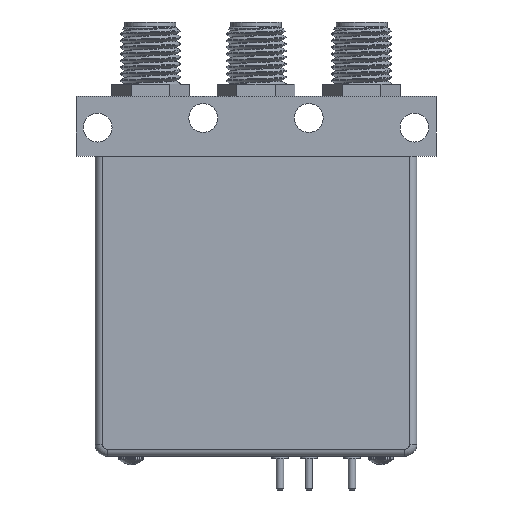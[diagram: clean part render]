
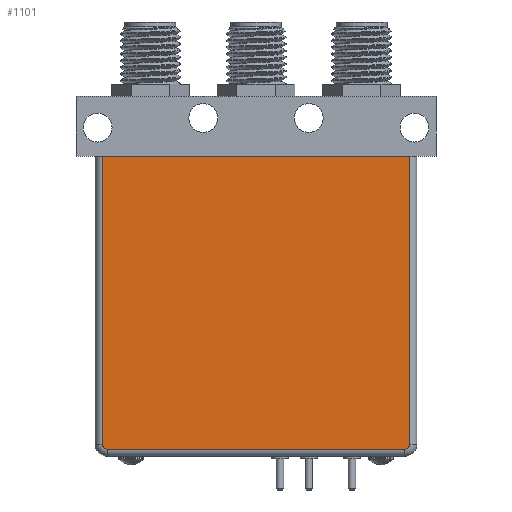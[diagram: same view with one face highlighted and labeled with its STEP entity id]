
A CAD part, front view. The second image highlights one B-rep face of the part: STEP entity #1101.
In plain terms, the highlighted planar face has unit normal (0, -1, 0).
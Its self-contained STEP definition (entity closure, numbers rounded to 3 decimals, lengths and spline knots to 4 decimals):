
#541 = CARTESIAN_POINT ( 'NONE',  ( 0.64, -0.26, 0.5 ) ) ;
#1101 = ADVANCED_FACE ( 'NONE', ( #56805 ), #5047, .T. ) ;
#5047 = PLANE ( 'NONE',  #20357 ) ;
#5226 = CARTESIAN_POINT ( 'NONE',  ( 0.64, -0.26, 0.5 ) ) ;
#5358 = DIRECTION ( 'NONE',  ( 0., -1., 0. ) ) ;
#5383 = DIRECTION ( 'NONE',  ( -1., 0., 0. ) ) ;
#6747 = CARTESIAN_POINT ( 'NONE',  ( 0.62, -0.26, -0.72 ) ) ;
#9354 = CARTESIAN_POINT ( 'NONE',  ( -0.64, -0.26, 0.5 ) ) ;
#9393 = CARTESIAN_POINT ( 'NONE',  ( 0.62, -0.26, -0.72 ) ) ;
#9615 = VECTOR ( 'NONE', #5383, 39.3701 ) ;
#10003 = VERTEX_POINT ( 'NONE', #5226 ) ;
#13573 = VERTEX_POINT ( 'NONE', #6747 ) ;
#13886 = ORIENTED_EDGE ( 'NONE', *, *, #34071, .T. ) ;
#14097 = ORIENTED_EDGE ( 'NONE', *, *, #41823, .T. ) ;
#14418 = ORIENTED_EDGE ( 'NONE', *, *, #22465, .T. ) ;
#14870 = DIRECTION ( 'NONE',  ( 0., 0., -1. ) ) ;
#15397 = EDGE_CURVE ( 'NONE', #47322, #34871, #38728, .T. ) ;
#15796 = DIRECTION ( 'NONE',  ( 0., -1., 0. ) ) ;
#17204 = ORIENTED_EDGE ( 'NONE', *, *, #15397, .T. ) ;
#17633 = LINE ( 'NONE', #9393, #30320 ) ;
#19290 = DIRECTION ( 'NONE',  ( 0., 0., 1. ) ) ;
#19847 = DIRECTION ( 'NONE',  ( 0., 0., -1. ) ) ;
#20141 = DIRECTION ( 'NONE',  ( 0., 0., -1. ) ) ;
#20357 = AXIS2_PLACEMENT_3D ( 'NONE', #41184, #36656, #32304 ) ;
#21779 = LINE ( 'NONE', #541, #45700 ) ;
#22465 = EDGE_CURVE ( 'NONE', #34871, #49393, #46481, .T. ) ;
#25301 = ORIENTED_EDGE ( 'NONE', *, *, #31819, .T. ) ;
#26731 = VECTOR ( 'NONE', #19847, 39.3701 ) ;
#28225 = EDGE_LOOP ( 'NONE', ( #13886, #17204, #14418, #25301, #14097, #54765 ) ) ;
#29420 = LINE ( 'NONE', #49964, #9615 ) ;
#30320 = VECTOR ( 'NONE', #54127, 39.3701 ) ;
#31819 = EDGE_CURVE ( 'NONE', #49393, #13573, #17633, .T. ) ;
#32304 = DIRECTION ( 'NONE',  ( 0., 0., -1. ) ) ;
#33070 = VERTEX_POINT ( 'NONE', #54961 ) ;
#33764 = CARTESIAN_POINT ( 'NONE',  ( -0.62, -0.26, -0.7 ) ) ;
#33911 = CARTESIAN_POINT ( 'NONE',  ( -0.62, -0.26, -0.72 ) ) ;
#34071 = EDGE_CURVE ( 'NONE', #10003, #47322, #29420, .T. ) ;
#34871 = VERTEX_POINT ( 'NONE', #57348 ) ;
#36656 = DIRECTION ( 'NONE',  ( 0., -1., 0. ) ) ;
#38728 = LINE ( 'NONE', #46821, #26731 ) ;
#41184 = CARTESIAN_POINT ( 'NONE',  ( 0., -0.26, 0. ) ) ;
#41389 = EDGE_CURVE ( 'NONE', #33070, #10003, #21779, .T. ) ;
#41823 = EDGE_CURVE ( 'NONE', #13573, #33070, #47774, .T. ) ;
#45700 = VECTOR ( 'NONE', #19290, 39.3701 ) ;
#46481 = CIRCLE ( 'NONE', #56307, 0.02 ) ;
#46821 = CARTESIAN_POINT ( 'NONE',  ( -0.64, -0.26, -0.7 ) ) ;
#47322 = VERTEX_POINT ( 'NONE', #9354 ) ;
#47774 = CIRCLE ( 'NONE', #50727, 0.02 ) ;
#49393 = VERTEX_POINT ( 'NONE', #33911 ) ;
#49964 = CARTESIAN_POINT ( 'NONE',  ( 0., -0.26, 0.5 ) ) ;
#50727 = AXIS2_PLACEMENT_3D ( 'NONE', #55630, #5358, #14870 ) ;
#54127 = DIRECTION ( 'NONE',  ( 1., 0., 0. ) ) ;
#54765 = ORIENTED_EDGE ( 'NONE', *, *, #41389, .T. ) ;
#54961 = CARTESIAN_POINT ( 'NONE',  ( 0.64, -0.26, -0.7 ) ) ;
#55630 = CARTESIAN_POINT ( 'NONE',  ( 0.62, -0.26, -0.7 ) ) ;
#56307 = AXIS2_PLACEMENT_3D ( 'NONE', #33764, #15796, #20141 ) ;
#56805 = FACE_OUTER_BOUND ( 'NONE', #28225, .T. ) ;
#57348 = CARTESIAN_POINT ( 'NONE',  ( -0.64, -0.26, -0.7 ) ) ;
